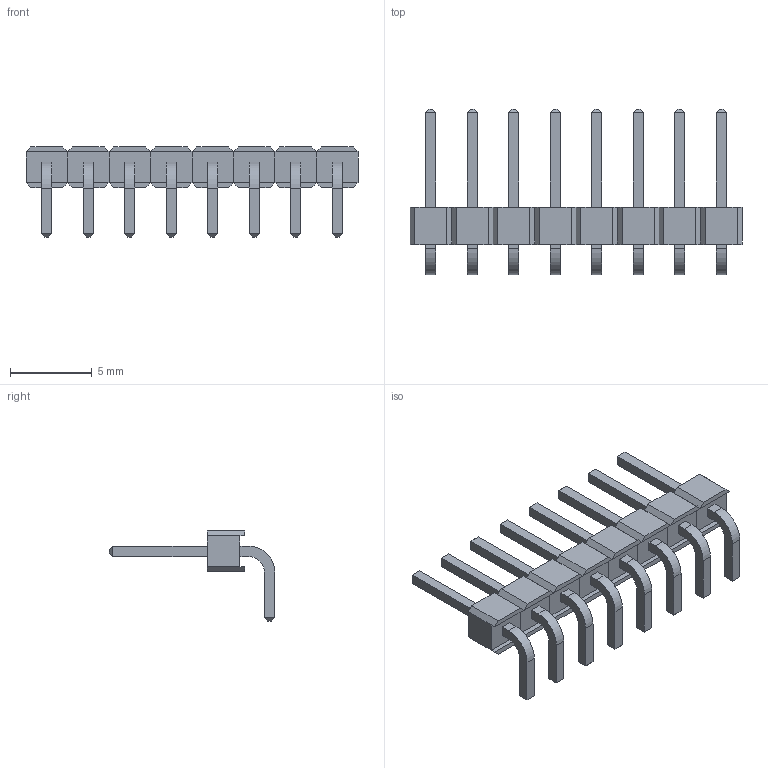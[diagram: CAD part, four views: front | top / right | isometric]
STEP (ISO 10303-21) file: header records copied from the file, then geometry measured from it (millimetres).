
FILE_DESCRIPTION(('FreeCAD Model'),'2;1');
FILE_NAME('Fusion.step','2017-06-07T09:38:06',( 'kicad StepUp'),('ksu MCAD'),'Open CASCADE STEP processor 6.8', 'FreeCAD','Unknown');
FILE_SCHEMA(('AUTOMOTIVE_DESIGN_CC2 { 1 2 10303 214 -1 1 5 4 }'));
Length unit declared in the file: millimetre
Products named in the file (2): ASSEMBLY; Fusion
Assembly tree (1 placements, depth 2):
  ASSEMBLY
    Fusion
Bounding box: 20.32 x 10.13 x 5.51 mm (x, y, z)
Volume: 138.2 mm3; surface area: 450.8 mm2
Topology: 1 solids, 1 shells, 274 faces, 630 edges, 374 vertices
Faces by surface type: plane 258, cylinder 16
Entity records: 9399 total; most frequent: ORIENTED_EDGE 1288, CARTESIAN_POINT 1280, DIRECTION 1214, EDGE_CURVE 630, LINE 598, VECTOR 598, VERTEX_POINT 374, AXIS2_PLACEMENT_3D 308
